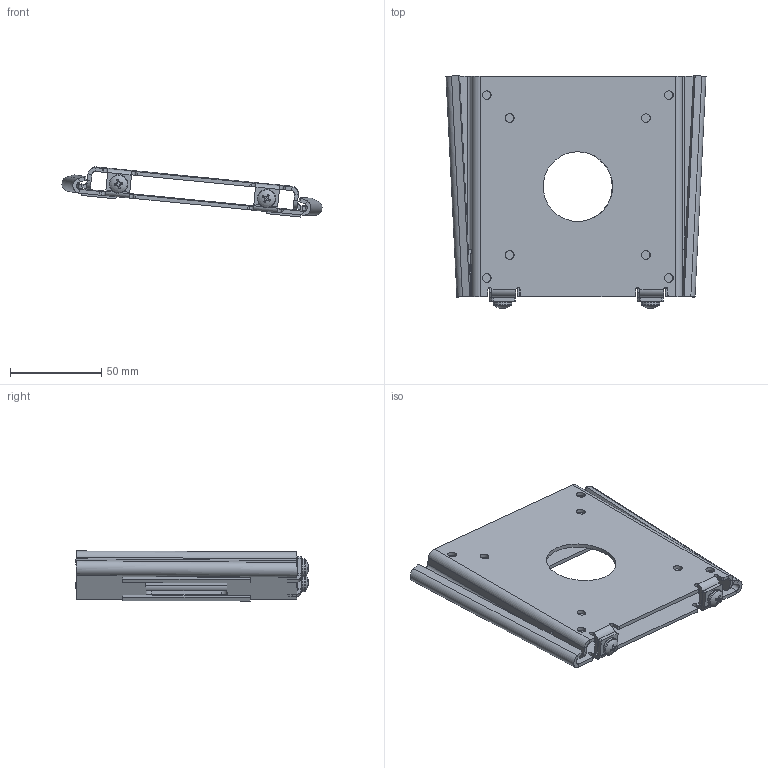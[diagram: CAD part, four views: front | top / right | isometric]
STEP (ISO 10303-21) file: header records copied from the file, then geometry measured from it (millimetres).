
FILE_DESCRIPTION(/* description */ (''),/* implementation_level */ '2;1');
FILE_NAME(/* name */ 'vb_vesa_mnt_fpg.step',/* time_stamp */ '2020-10-13T17:31:39-04:00',/* author */ ('NickC'),/* organization */ (''),/* preprocessor_version */ 'ST-DEVELOPER v17',/* originating_system */ 'Autodesk Inventor 2019',/* authorisation */ '');
FILE_SCHEMA (('AUTOMOTIVE_DESIGN { 1 0 10303 214 3 1 1 }'));
Length unit declared in the file: inch
Products named in the file (1): Part10
Bounding box: 142.22 x 127.25 x 27.39 mm (x, y, z)
Volume: 68400.6 mm3; surface area: 67977.6 mm2
Topology: 1 solids, 1 shells, 333 faces, 897 edges, 566 vertices
Faces by surface type: plane 164, cylinder 137, bspline 14, cone 12, torus 4, sphere 2
Full cylindrical faces by diameter (mm): 3.961 x22, 3.962 x8, 4.801 x8, 5 x10, 6.35 x2, 10 x2, 38.1 x1
Entity records: 15911 total; most frequent: CARTESIAN_POINT 7599, ORIENTED_EDGE 1794, DIRECTION 1603, EDGE_CURVE 897, VERTEX_POINT 566, AXIS2_PLACEMENT_3D 560, LINE 483, VECTOR 483
